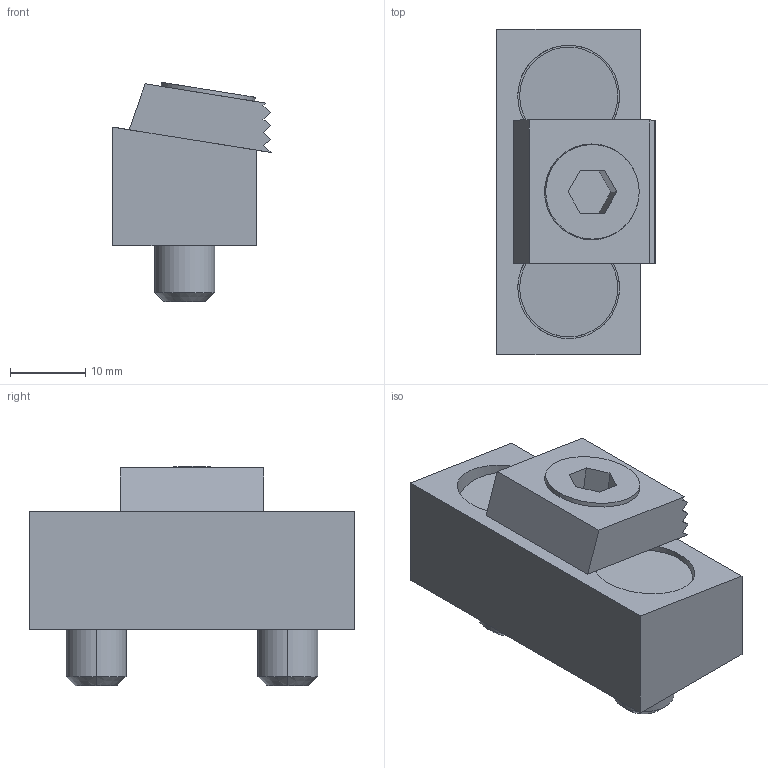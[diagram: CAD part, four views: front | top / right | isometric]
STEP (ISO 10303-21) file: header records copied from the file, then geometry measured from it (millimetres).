
FILE_DESCRIPTION (( 'STEP AP203' ), '1' );
FILE_NAME ('mbctc10.STEP', '2019-12-04T04:51:02', ( '' ), ( '' ), 'SwSTEP 2.0', 'SolidWorks 2018', '' );
FILE_SCHEMA (( 'CONFIG_CONTROL_DESIGN' ));
Length unit declared in the file: millimetre
Products named in the file (6): mbctc10; mbctc10_05; mbctc10_03; mbctc10_04; mbctc10_02; mbctc10_01
Assembly tree (5 placements, depth 2):
  mbctc10
    mbctc10_01
    mbctc10_02
    mbctc10_03
    mbctc10_04
    mbctc10_05
Bounding box: 20.99 x 43.18 x 29.07 mm (x, y, z)
Volume: 13570.4 mm3; surface area: 8297.3 mm2
Topology: 5 solids, 5 shells, 70 faces, 153 edges, 100 vertices
Faces by surface type: plane 38, cylinder 26, cone 6
Entity records: 2569 total; most frequent: DIRECTION 355, CARTESIAN_POINT 349, ORIENTED_EDGE 306, EDGE_CURVE 153, AXIS2_PLACEMENT_3D 130, VERTEX_POINT 100, LINE 95, VECTOR 95
